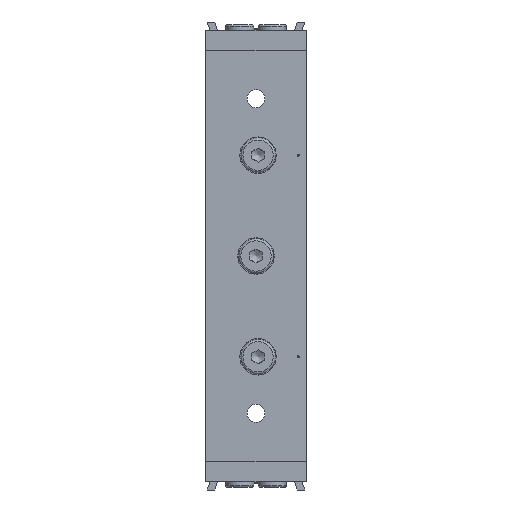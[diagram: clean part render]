
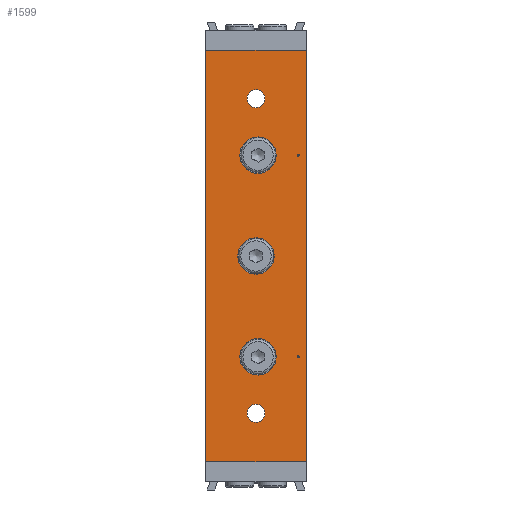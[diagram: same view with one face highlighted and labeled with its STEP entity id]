
A CAD part, left-side view. The second image highlights one B-rep face of the part: STEP entity #1599.
In plain terms, the highlighted planar face has unit normal (-1, 0, 0).
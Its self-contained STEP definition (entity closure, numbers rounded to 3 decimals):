
#546=CARTESIAN_POINT('',(0.0,12.5,55.5));
#547=VERTEX_POINT('',#546);
#548=CARTESIAN_POINT('',(0.0,12.5,51.));
#549=DIRECTION('',(1.0,0.0,0.0));
#550=DIRECTION('',(0.0,0.0,1.0));
#551=AXIS2_PLACEMENT_3D('',#548,#549,#550);
#552=CIRCLE('',#551,4.5);
#553=EDGE_CURVE('',#547,#547,#552,.T.);
#620=CARTESIAN_POINT('',(0.0,12.5,92.23));
#621=VERTEX_POINT('',#620);
#622=CARTESIAN_POINT('',(0.0,12.5,90.0));
#623=DIRECTION('',(1.0,0.0,0.0));
#624=DIRECTION('',(0.0,0.0,1.0));
#625=AXIS2_PLACEMENT_3D('',#622,#623,#624);
#626=CIRCLE('',#625,2.23);
#627=EDGE_CURVE('',#621,#621,#626,.T.);
#669=CARTESIAN_POINT('',(0.0,12.5,14.23));
#670=VERTEX_POINT('',#669);
#671=CARTESIAN_POINT('',(0.0,12.5,12.));
#672=DIRECTION('',(1.0,0.0,0.0));
#673=DIRECTION('',(0.0,0.0,1.0));
#674=AXIS2_PLACEMENT_3D('',#671,#672,#673);
#675=CIRCLE('',#674,2.23);
#676=EDGE_CURVE('',#670,#670,#675,.T.);
#756=CARTESIAN_POINT('',(0.0,2.0,76.25));
#757=VERTEX_POINT('',#756);
#758=CARTESIAN_POINT('',(0.0,2.0,76.0));
#759=DIRECTION('',(1.0,0.0,0.0));
#760=DIRECTION('',(0.0,0.0,1.0));
#761=AXIS2_PLACEMENT_3D('',#758,#759,#760);
#762=CIRCLE('',#761,0.25);
#763=EDGE_CURVE('',#757,#757,#762,.T.);
#894=CARTESIAN_POINT('',(0.0,12.,80.5));
#895=VERTEX_POINT('',#894);
#896=CARTESIAN_POINT('',(0.0,12.,76.0));
#897=DIRECTION('',(1.0,0.0,0.0));
#898=DIRECTION('',(0.0,0.0,1.0));
#899=AXIS2_PLACEMENT_3D('',#896,#897,#898);
#900=CIRCLE('',#899,4.5);
#901=EDGE_CURVE('',#895,#895,#900,.T.);
#1075=CARTESIAN_POINT('',(0.0,2.0,26.25));
#1076=VERTEX_POINT('',#1075);
#1077=CARTESIAN_POINT('',(0.0,2.0,26.0));
#1078=DIRECTION('',(1.0,0.0,0.0));
#1079=DIRECTION('',(0.0,0.0,1.0));
#1080=AXIS2_PLACEMENT_3D('',#1077,#1078,#1079);
#1081=CIRCLE('',#1080,0.25);
#1082=EDGE_CURVE('',#1076,#1076,#1081,.T.);
#1144=CARTESIAN_POINT('',(0.0,12.,30.5));
#1145=VERTEX_POINT('',#1144);
#1146=CARTESIAN_POINT('',(0.0,12.,26.0));
#1147=DIRECTION('',(1.0,0.0,0.0));
#1148=DIRECTION('',(0.0,0.0,1.0));
#1149=AXIS2_PLACEMENT_3D('',#1146,#1147,#1148);
#1150=CIRCLE('',#1149,4.5);
#1151=EDGE_CURVE('',#1145,#1145,#1150,.T.);
#1197=CARTESIAN_POINT('',(0.0,25.0,102.));
#1198=VERTEX_POINT('',#1197);
#1215=CARTESIAN_POINT('',(0.0,25.0,0.0));
#1216=VERTEX_POINT('',#1215);
#1223=CARTESIAN_POINT('',(0.0,25.0,0.0));
#1224=DIRECTION('',(0.0,0.0,1.0));
#1225=VECTOR('',#1224,102.);
#1226=LINE('',#1223,#1225);
#1227=EDGE_CURVE('',#1216,#1198,#1226,.T.);
#1531=CARTESIAN_POINT('',(0.0,0.0,102.));
#1532=VERTEX_POINT('',#1531);
#1539=CARTESIAN_POINT('',(0.0,0.0,0.0));
#1540=VERTEX_POINT('',#1539);
#1541=CARTESIAN_POINT('',(0.0,0.0,0.0));
#1542=DIRECTION('',(0.0,0.0,1.0));
#1543=VECTOR('',#1542,102.);
#1544=LINE('',#1541,#1543);
#1545=EDGE_CURVE('',#1540,#1532,#1544,.T.);
#1557=CARTESIAN_POINT('',(0.0,0.0,0.0));
#1558=DIRECTION('',(-1.0,0.0,0.0));
#1559=DIRECTION('',(0.0,0.0,1.0));
#1560=AXIS2_PLACEMENT_3D('',#1557,#1558,#1559);
#1561=PLANE('',#1560);
#1562=CARTESIAN_POINT('',(0.0,0.0,102.));
#1563=DIRECTION('',(0.0,1.0,0.0));
#1564=VECTOR('',#1563,25.0);
#1565=LINE('',#1562,#1564);
#1566=EDGE_CURVE('',#1532,#1198,#1565,.T.);
#1567=ORIENTED_EDGE('',*,*,#1566,.T.);
#1568=ORIENTED_EDGE('',*,*,#1227,.F.);
#1569=CARTESIAN_POINT('',(0.0,0.0,0.0));
#1570=DIRECTION('',(0.0,1.0,0.0));
#1571=VECTOR('',#1570,25.0);
#1572=LINE('',#1569,#1571);
#1573=EDGE_CURVE('',#1540,#1216,#1572,.T.);
#1574=ORIENTED_EDGE('',*,*,#1573,.F.);
#1575=ORIENTED_EDGE('',*,*,#1545,.T.);
#1576=EDGE_LOOP('',(#1567,#1568,#1574,#1575));
#1577=FACE_OUTER_BOUND('',#1576,.T.);
#1578=ORIENTED_EDGE('',*,*,#553,.T.);
#1579=EDGE_LOOP('',(#1578));
#1580=FACE_BOUND('',#1579,.T.);
#1581=ORIENTED_EDGE('',*,*,#627,.T.);
#1582=EDGE_LOOP('',(#1581));
#1583=FACE_BOUND('',#1582,.T.);
#1584=ORIENTED_EDGE('',*,*,#676,.T.);
#1585=EDGE_LOOP('',(#1584));
#1586=FACE_BOUND('',#1585,.T.);
#1587=ORIENTED_EDGE('',*,*,#763,.T.);
#1588=EDGE_LOOP('',(#1587));
#1589=FACE_BOUND('',#1588,.T.);
#1590=ORIENTED_EDGE('',*,*,#901,.T.);
#1591=EDGE_LOOP('',(#1590));
#1592=FACE_BOUND('',#1591,.T.);
#1593=ORIENTED_EDGE('',*,*,#1082,.T.);
#1594=EDGE_LOOP('',(#1593));
#1595=FACE_BOUND('',#1594,.T.);
#1596=ORIENTED_EDGE('',*,*,#1151,.T.);
#1597=EDGE_LOOP('',(#1596));
#1598=FACE_BOUND('',#1597,.T.);
#1599=ADVANCED_FACE('',(#1577,#1580,#1583,#1586,#1589,#1592,#1595,#1598),#1561,.T.);
